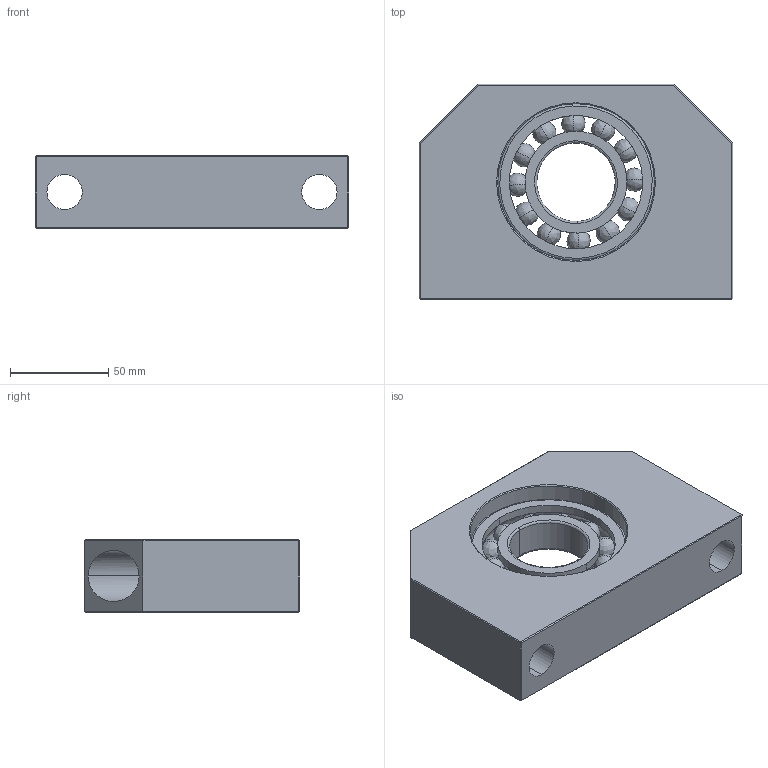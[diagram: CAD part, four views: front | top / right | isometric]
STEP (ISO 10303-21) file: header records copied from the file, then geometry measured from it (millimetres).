
FILE_DESCRIPTION (( 'STEP AP203' ), '1' );
FILE_NAME ('BF 40.STEP', '2014-10-22T02:06:58', ( 'star' ), ( '' ), 'SwSTEP 2.0', 'SolidWorks 2013', '' );
FILE_SCHEMA (( 'CONFIG_CONTROL_DESIGN' ));
Length unit declared in the file: millimetre
Products named in the file (3): BF 40; #6208(40X80X18)
Assembly tree (2 placements, depth 2):
  BF 40
    #6208(40X80X18)
    BF 40
Bounding box: 160 x 110 x 37 mm (x, y, z)
Volume: 410131 mm3; surface area: 85923.1 mm2
Topology: 2 solids, 2 shells, 213 faces, 642 edges, 388 vertices
Faces by surface type: plane 91, bspline 84, cylinder 22, torus 12, cone 4
Entity records: 14555 total; most frequent: CARTESIAN_POINT 9284, ORIENTED_EDGE 1188, DIRECTION 790, EDGE_CURVE 594, VERTEX_POINT 388, LINE 274, VECTOR 274, AXIS2_PLACEMENT_3D 258
